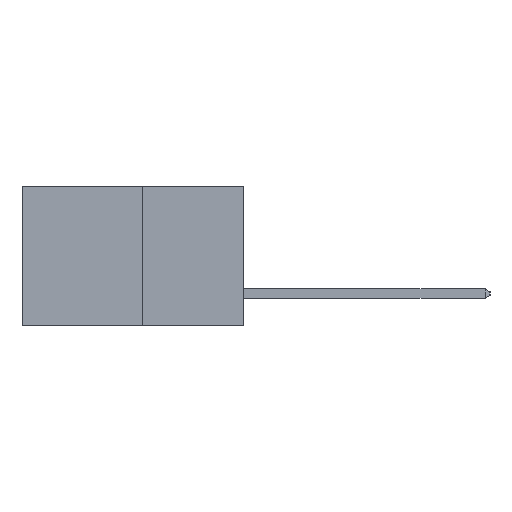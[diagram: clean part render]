
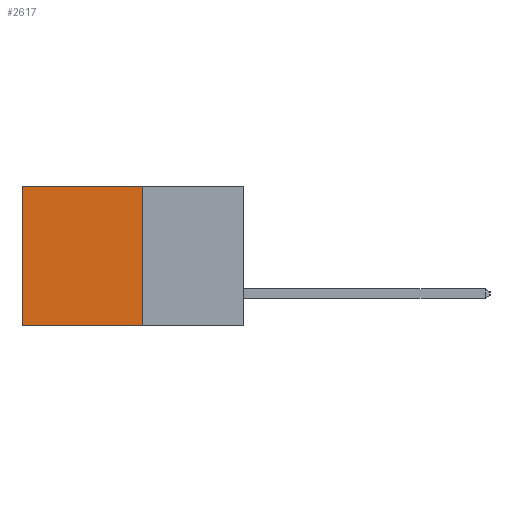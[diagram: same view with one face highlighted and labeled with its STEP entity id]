
A CAD part, left-side view. The second image highlights one B-rep face of the part: STEP entity #2617.
In plain terms, the highlighted planar face has unit normal (-1, 0, 0).
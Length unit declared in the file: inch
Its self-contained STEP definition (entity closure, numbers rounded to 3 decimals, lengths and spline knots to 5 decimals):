
#122 = VERTEX_POINT ( 'NONE', #1385 ) ;
#135 = AXIS2_PLACEMENT_3D ( 'NONE', #13109, #10832, #10784 ) ;
#272 = CARTESIAN_POINT ( 'NONE',  ( 0.277, 0.27, -0.37 ) ) ;
#912 = VERTEX_POINT ( 'NONE', #3758 ) ;
#1381 = LINE ( 'NONE', #3803, #12959 ) ;
#1385 = CARTESIAN_POINT ( 'NONE',  ( 0.277, 0.27, 0. ) ) ;
#1497 = ORIENTED_EDGE ( 'NONE', *, *, #8895, .F. ) ;
#1890 = CARTESIAN_POINT ( 'NONE',  ( 0.277, 0.27, -0.37 ) ) ;
#2119 = FACE_OUTER_BOUND ( 'NONE', #11274, .T. ) ;
#2302 = EDGE_CURVE ( 'NONE', #122, #912, #9087, .T. ) ;
#2617 = ADVANCED_FACE ( 'NONE', ( #2119 ), #13652, .F. ) ;
#3064 = VECTOR ( 'NONE', #3979, 39.37008 ) ;
#3096 = DIRECTION ( 'NONE',  ( 0., 0., -1. ) ) ;
#3156 = CARTESIAN_POINT ( 'NONE',  ( 0.277, 0.59, -0.37 ) ) ;
#3637 = DIRECTION ( 'NONE',  ( 0., 1., 0. ) ) ;
#3758 = CARTESIAN_POINT ( 'NONE',  ( 0.277, 0.59, 0. ) ) ;
#3803 = CARTESIAN_POINT ( 'NONE',  ( 0.277, 0.27, -0.37 ) ) ;
#3979 = DIRECTION ( 'NONE',  ( 0., 1., 0. ) ) ;
#4291 = ORIENTED_EDGE ( 'NONE', *, *, #4563, .T. ) ;
#4563 = EDGE_CURVE ( 'NONE', #912, #6195, #7612, .T. ) ;
#4644 = ORIENTED_EDGE ( 'NONE', *, *, #5411, .F. ) ;
#5411 = EDGE_CURVE ( 'NONE', #122, #10888, #8150, .T. ) ;
#6108 = DIRECTION ( 'NONE',  ( 0., 0., -1. ) ) ;
#6195 = VERTEX_POINT ( 'NONE', #11956 ) ;
#6427 = CARTESIAN_POINT ( 'NONE',  ( 0.277, 0.27, 0. ) ) ;
#7612 = LINE ( 'NONE', #3156, #13380 ) ;
#7783 = VECTOR ( 'NONE', #6108, 39.37008 ) ;
#8150 = LINE ( 'NONE', #272, #7783 ) ;
#8895 = EDGE_CURVE ( 'NONE', #10888, #6195, #1381, .T. ) ;
#9017 = ORIENTED_EDGE ( 'NONE', *, *, #2302, .T. ) ;
#9087 = LINE ( 'NONE', #6427, #3064 ) ;
#10784 = DIRECTION ( 'NONE',  ( 0., 0., -1. ) ) ;
#10832 = DIRECTION ( 'NONE',  ( 1., 0., 0. ) ) ;
#10888 = VERTEX_POINT ( 'NONE', #1890 ) ;
#11274 = EDGE_LOOP ( 'NONE', ( #4291, #1497, #4644, #9017 ) ) ;
#11956 = CARTESIAN_POINT ( 'NONE',  ( 0.277, 0.59, -0.37 ) ) ;
#12959 = VECTOR ( 'NONE', #3637, 39.37008 ) ;
#13109 = CARTESIAN_POINT ( 'NONE',  ( 0.277, 0.27, -0.37 ) ) ;
#13380 = VECTOR ( 'NONE', #3096, 39.37008 ) ;
#13652 = PLANE ( 'NONE',  #135 ) ;
